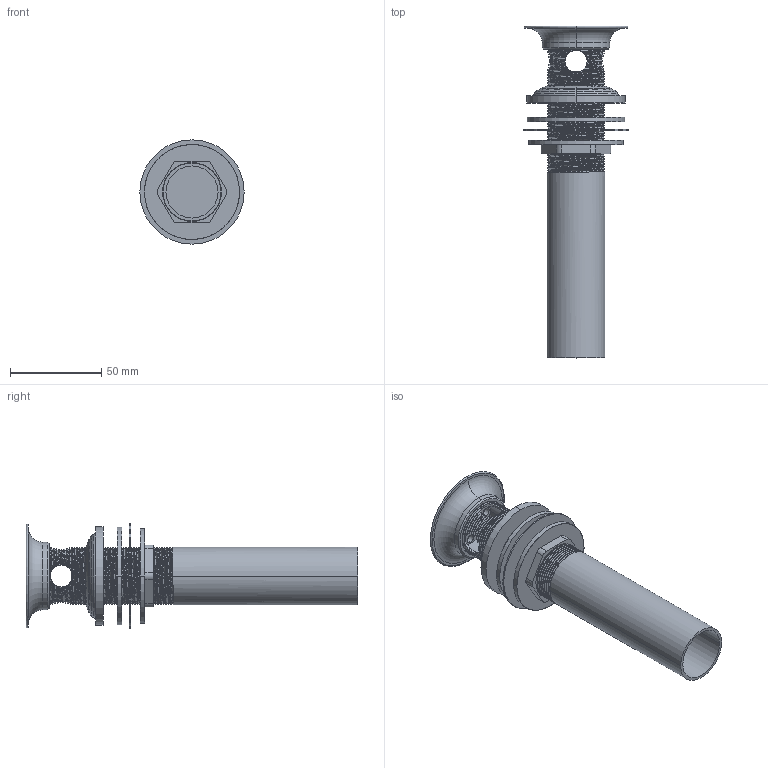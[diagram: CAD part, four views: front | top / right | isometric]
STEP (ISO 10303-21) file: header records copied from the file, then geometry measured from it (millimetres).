
FILE_DESCRIPTION((''),'2;1');
FILE_NAME('3212','2021-06-10T15:50:24',('NSantos'),(''),'CREO PARAMETRIC BY PTC INC, 2018500','CREO PARAMETRIC BY PTC INC, 2018500','');
FILE_SCHEMA(('CONFIG_CONTROL_DESIGN'));
Products named in the file (1): 3212
Bounding box: 57.15 x 181.86 x 57.15 mm (x, y, z)
Volume: 117093.2 mm3; surface area: 91557.2 mm2
Topology: 6 solids, 42 shells, 594 faces, 1780 edges, 1210 vertices
Faces by surface type: cylinder 381, bspline 157, plane 33, torus 14, cone 9
Entity records: 45171 total; most frequent: CARTESIAN_POINT 31862, ORIENTED_EDGE 2958, DIRECTION 1841, EDGE_CURVE 1779, VERTEX_POINT 1209, B_SPLINE_CURVE_WITH_KNOTS 1093, AXIS2_PLACEMENT_3D 717, EDGE_LOOP 668
